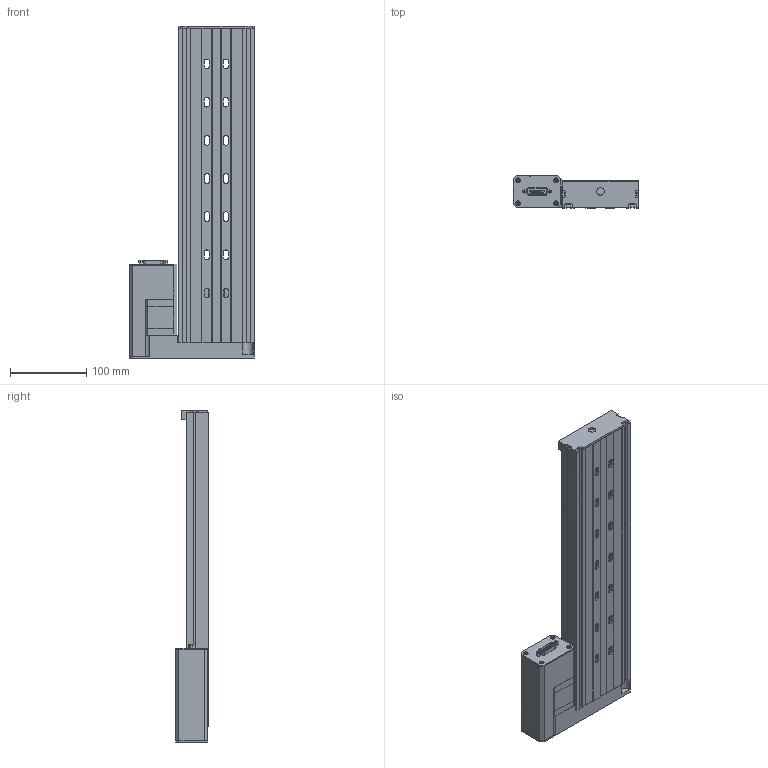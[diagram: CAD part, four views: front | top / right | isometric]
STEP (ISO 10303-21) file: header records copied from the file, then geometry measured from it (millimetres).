
FILE_DESCRIPTION (( 'STEP AP203' ), '1' );
FILE_NAME ('LRQ300xP-E01T3A.step', '2023-05-17T23:47:43', ( '' ), ( '' ), 'SwSTEP 2.0', 'SolidWorks 2019', '' );
FILE_SCHEMA (( 'CONFIG_CONTROL_DESIGN' ));
Length unit declared in the file: millimetre
Products named in the file (4): LRQ_base^LRQ_LRQ300P; NMS17_motor^LRQ_LRQ-T3A; LRQ300xP-E01T3A; LRQ_carriage^LRQ_LRQ
Assembly tree (3 placements, depth 2):
  LRQ300xP-E01T3A
    LRQ_base^LRQ_LRQ300P
    LRQ_carriage^LRQ_LRQ
    NMS17_motor^LRQ_LRQ-T3A
Bounding box: 164 x 42.5 x 434.8 mm (x, y, z)
Volume: 1025242.5 mm3; surface area: 335702.8 mm2
Topology: 32 solids, 32 shells, 866 faces, 2181 edges, 1443 vertices
Faces by surface type: plane 536, cylinder 296, cone 26, torus 8
Entity records: 26728 total; most frequent: CARTESIAN_POINT 4812, DIRECTION 4532, ORIENTED_EDGE 4346, EDGE_CURVE 2173, AXIS2_PLACEMENT_3D 1527, LINE 1478, VECTOR 1478, VERTEX_POINT 1443
